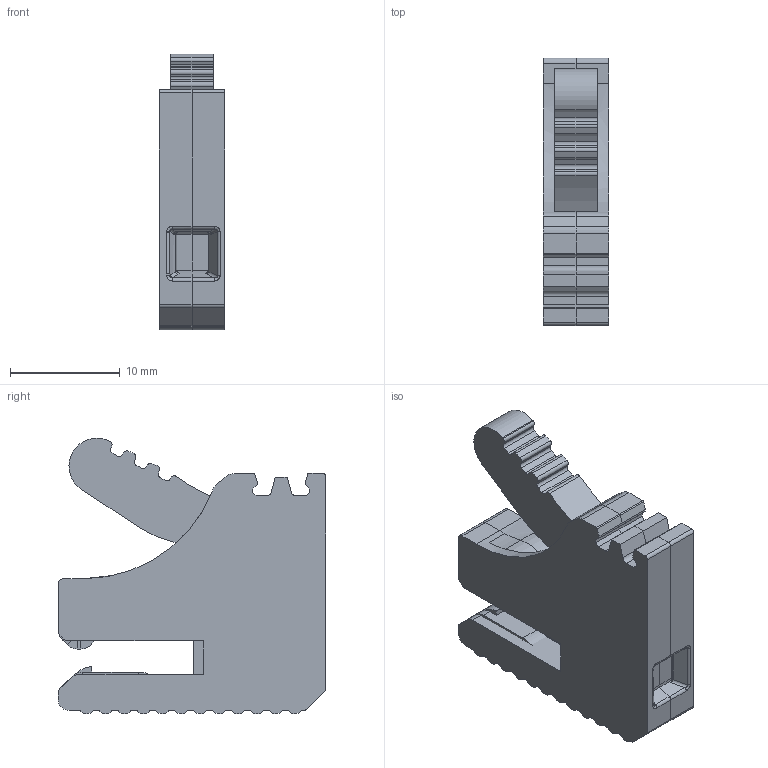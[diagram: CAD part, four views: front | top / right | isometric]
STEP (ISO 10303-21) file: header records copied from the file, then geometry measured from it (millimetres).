
FILE_DESCRIPTION(('CATIA V5R24 STEP','CAx-IF Rec.Pracs.--- Model Styling and Organization---1.2---2011-12-15'),'2;1');
FILE_NAME ('022629-1_1', '2018-09-06T09:01:14+00:00', ('Weidmueller Interface'), ('Weidmueller'), 'CATIA Version 5-6 Release 2014 SP4 HF52', 'CATIA V5 STEP AP214', 'none');
FILE_SCHEMA(('AUTOMOTIVE_DESIGN { 1 0 10303 214 1 1 1 1 }'));
Length unit declared in the file: millimetre
Products named in the file (1): 1814680000
Bounding box: 6 x 24.42 x 25.14 mm (x, y, z)
Volume: 2737 mm3; surface area: 3490.1 mm2
Topology: 4 solids, 4 shells, 691 faces, 1712 edges, 1055 vertices
Faces by surface type: cylinder 283, plane 256, cone 116, bspline 23, extrusion 8, torus 3, sphere 2
Entity records: 20837 total; most frequent: CARTESIAN_POINT 5580, ORIENTED_EDGE 3420, DIRECTION 2570, EDGE_CURVE 1710, AXIS2_PLACEMENT_3D 1078, VERTEX_POINT 1055, VECTOR 980, LINE 972
